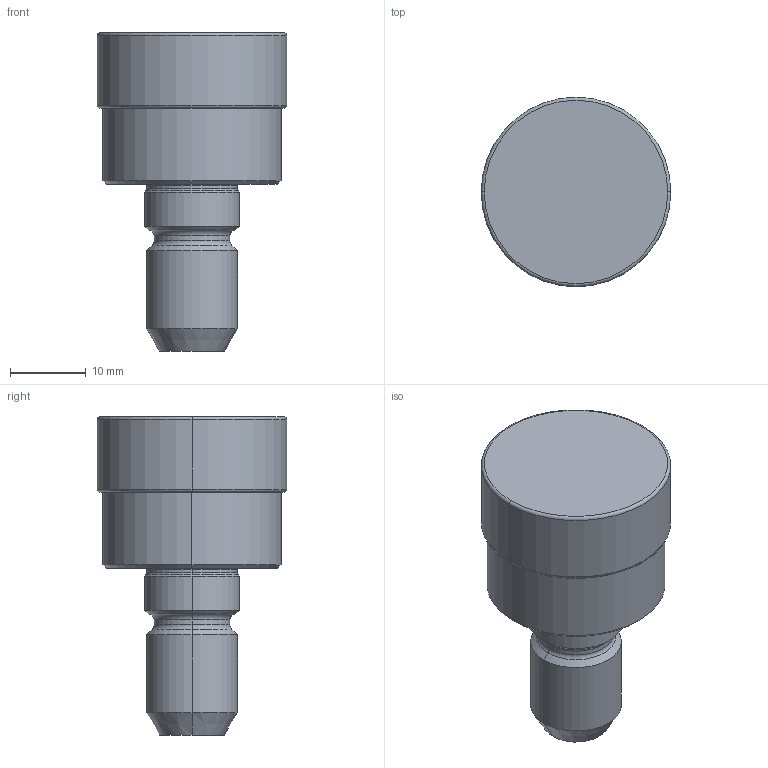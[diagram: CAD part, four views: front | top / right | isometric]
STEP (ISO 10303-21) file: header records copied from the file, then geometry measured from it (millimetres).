
FILE_DESCRIPTION (( 'STEP AP214' ), '1' );
FILE_NAME ('99805-M12-25A10.STEP', '2017-01-10T11:02:35', ( 'User' ), ( 'GENUINE' ), 'SwSTEP 2.0', 'SolidWorks 2012', '' );
FILE_SCHEMA (( 'AUTOMOTIVE_DESIGN' ));
Length unit declared in the file: millimetre
Products named in the file (1): 99805-M12-25A10
Bounding box: 25 x 25 x 42 mm (x, y, z)
Volume: 11589.8 mm3; surface area: 3269.6 mm2
Topology: 1 solids, 1 shells, 41 faces, 80 edges, 42 vertices
Faces by surface type: cone 14, cylinder 12, torus 12, plane 3
Entity records: 1147 total; most frequent: DIRECTION 218, CARTESIAN_POINT 164, ORIENTED_EDGE 160, AXIS2_PLACEMENT_3D 96, EDGE_CURVE 80, CIRCLE 54, VERTEX_POINT 42, EDGE_LOOP 42
